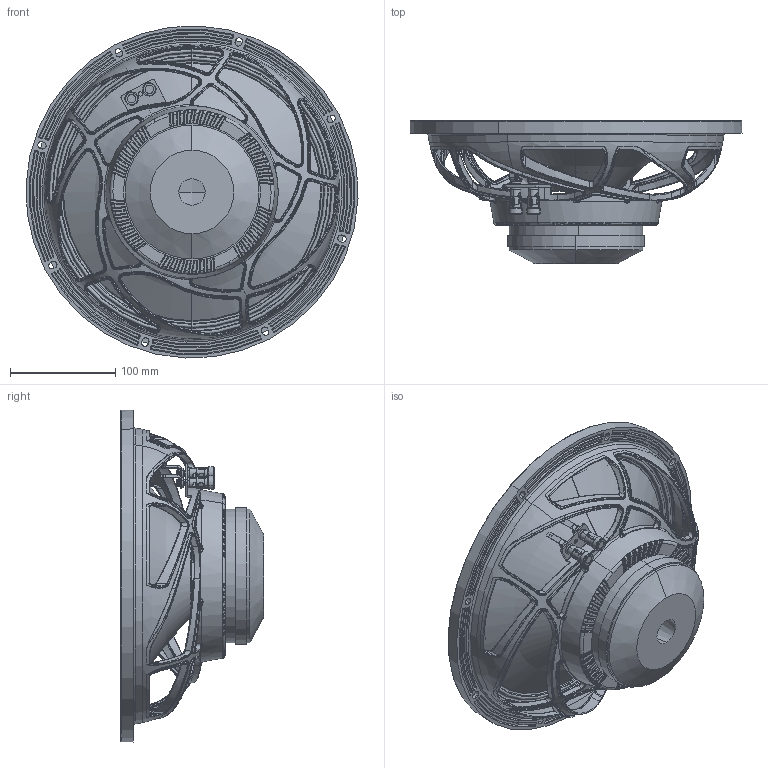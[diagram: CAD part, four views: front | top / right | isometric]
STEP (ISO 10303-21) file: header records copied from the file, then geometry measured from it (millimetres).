
FILE_DESCRIPTION (( 'STEP AP203' ), '1' );
FILE_NAME ('121NPM-079-3D.STEP', '2024-04-18T01:39:42', ( '' ), ( '' ), 'SwSTEP 2.0', 'SolidWorks 2020', '' );
FILE_SCHEMA (( 'CONFIG_CONTROL_DESIGN' ));
Length unit declared in the file: millimetre
Products named in the file (18): terminal body1; 121NPM-079-3D; terminal screw; terminal body 2; 043-101 magnet; 054-113 Gasket; Metal washer; 079-110-Surround+cone; 079-101-Plate; 054-106; 054-107 basket; 079-110-Surround; plastic washer down; 079-100-Yoke; mental connector; 079-110-cone; terminal assembly; plastic washer up
Assembly tree (18 placements, depth 3):
  121NPM-079-3D
    079-100-Yoke
    043-101 magnet
    079-101-Plate
    054-107 basket
    079-110-Surround+cone
      079-110-Surround
      079-110-cone
    054-106
    054-113 Gasket
    terminal assembly  x2
      terminal body 2
      terminal body1
      terminal screw
      Metal washer
      plastic washer down
      plastic washer up
      mental connector
Bounding box: 314.75 x 135.8 x 314.75 mm (x, y, z)
Volume: 836563.8 mm3; surface area: 547454.4 mm2
Topology: 29 solids, 29 shells, 3328 faces, 8234 edges, 4930 vertices
Faces by surface type: bspline 1713, cylinder 538, torus 512, plane 372, cone 114, sphere 79
Entity records: 183212 total; most frequent: CARTESIAN_POINT 117024, ORIENTED_EDGE 15506, DIRECTION 10869, EDGE_CURVE 7753, AXIS2_PLACEMENT_3D 4787, VERTEX_POINT 4630, CIRCLE 3291, EDGE_LOOP 3283
